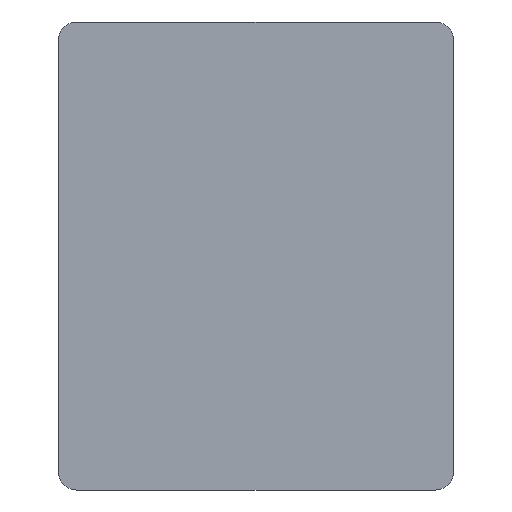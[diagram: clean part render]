
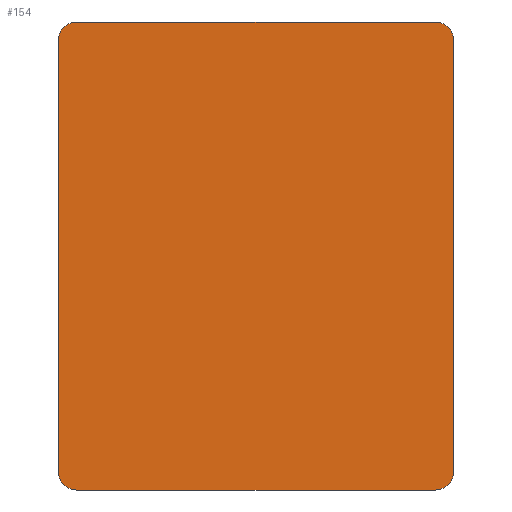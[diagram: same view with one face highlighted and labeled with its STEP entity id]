
A CAD part, front view. The second image highlights one B-rep face of the part: STEP entity #154.
In plain terms, the highlighted planar face has unit normal (0, -1, 0).
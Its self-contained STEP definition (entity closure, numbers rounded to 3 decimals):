
#1 = FACE_OUTER_BOUND ( 'NONE', #27, .T. ) ;
#3 = VERTEX_POINT ( 'NONE', #145 ) ;
#5 = EDGE_CURVE ( 'NONE', #229, #319, #316, .T. ) ;
#10 = CARTESIAN_POINT ( 'NONE',  ( 98.5, 0., 109.48 ) ) ;
#13 = DIRECTION ( 'NONE',  ( 0., 0., 1. ) ) ;
#21 = DIRECTION ( 'NONE',  ( 0., 0., 1. ) ) ;
#26 = CIRCLE ( 'NONE', #274, 10. ) ;
#27 = EDGE_LOOP ( 'NONE', ( #103, #295, #143, #221, #214, #192, #159, #266 ) ) ;
#28 = CARTESIAN_POINT ( 'NONE',  ( -108.5, 0., -147.5 ) ) ;
#33 = DIRECTION ( 'NONE',  ( 0., -1., 0. ) ) ;
#36 = CIRCLE ( 'NONE', #190, 10. ) ;
#37 = AXIS2_PLACEMENT_3D ( 'NONE', #71, #206, #13 ) ;
#39 = CARTESIAN_POINT ( 'NONE',  ( 108.5, 0., 99.48 ) ) ;
#40 = PLANE ( 'NONE',  #37 ) ;
#41 = EDGE_CURVE ( 'NONE', #135, #287, #195, .T. ) ;
#45 = DIRECTION ( 'NONE',  ( 0., 0., 1. ) ) ;
#56 = EDGE_CURVE ( 'NONE', #272, #287, #104, .T. ) ;
#68 = VECTOR ( 'NONE', #124, 1000. ) ;
#71 = CARTESIAN_POINT ( 'NONE',  ( 0., 0., 0. ) ) ;
#72 = CARTESIAN_POINT ( 'NONE',  ( 98.5, 0., -137.5 ) ) ;
#75 = EDGE_CURVE ( 'NONE', #272, #292, #36, .T. ) ;
#94 = DIRECTION ( 'NONE',  ( -1., 0., 0. ) ) ;
#95 = EDGE_CURVE ( 'NONE', #105, #3, #26, .T. ) ;
#103 = ORIENTED_EDGE ( 'NONE', *, *, #137, .F. ) ;
#104 = LINE ( 'NONE', #28, #203 ) ;
#105 = VERTEX_POINT ( 'NONE', #211 ) ;
#108 = EDGE_CURVE ( 'NONE', #135, #319, #177, .T. ) ;
#121 = CARTESIAN_POINT ( 'NONE',  ( -108.5, 0., -147.5 ) ) ;
#124 = DIRECTION ( 'NONE',  ( 1., 0., 0. ) ) ;
#133 = VECTOR ( 'NONE', #94, 1000. ) ;
#135 = VERTEX_POINT ( 'NONE', #308 ) ;
#137 = EDGE_CURVE ( 'NONE', #229, #3, #265, .T. ) ;
#143 = ORIENTED_EDGE ( 'NONE', *, *, #108, .F. ) ;
#144 = CARTESIAN_POINT ( 'NONE',  ( -108.5, 0., -137.5 ) ) ;
#145 = CARTESIAN_POINT ( 'NONE',  ( 108.5, 0., -137.5 ) ) ;
#149 = EDGE_CURVE ( 'NONE', #105, #292, #335, .T. ) ;
#154 = ADVANCED_FACE ( 'NONE', ( #1 ), #40, .F. ) ;
#159 = ORIENTED_EDGE ( 'NONE', *, *, #149, .F. ) ;
#163 = DIRECTION ( 'NONE',  ( 0., -1., 0. ) ) ;
#174 = CARTESIAN_POINT ( 'NONE',  ( -108.5, 0., 99.48 ) ) ;
#177 = LINE ( 'NONE', #183, #68 ) ;
#181 = CARTESIAN_POINT ( 'NONE',  ( 108.5, 0., -147.5 ) ) ;
#183 = CARTESIAN_POINT ( 'NONE',  ( -108.5, 0., 109.48 ) ) ;
#190 = AXIS2_PLACEMENT_3D ( 'NONE', #232, #210, #21 ) ;
#192 = ORIENTED_EDGE ( 'NONE', *, *, #75, .T. ) ;
#195 = CIRCLE ( 'NONE', #280, 10. ) ;
#197 = VECTOR ( 'NONE', #282, 1000. ) ;
#203 = VECTOR ( 'NONE', #212, 1000. ) ;
#206 = DIRECTION ( 'NONE',  ( 0., 1., 0. ) ) ;
#210 = DIRECTION ( 'NONE',  ( 0., -1., 0. ) ) ;
#211 = CARTESIAN_POINT ( 'NONE',  ( 98.5, 0., -147.5 ) ) ;
#212 = DIRECTION ( 'NONE',  ( 0., 0., 1. ) ) ;
#214 = ORIENTED_EDGE ( 'NONE', *, *, #56, .F. ) ;
#220 = DIRECTION ( 'NONE',  ( 0., 0., 1. ) ) ;
#221 = ORIENTED_EDGE ( 'NONE', *, *, #41, .T. ) ;
#229 = VERTEX_POINT ( 'NONE', #39 ) ;
#232 = CARTESIAN_POINT ( 'NONE',  ( -98.5, 0., -137.5 ) ) ;
#233 = DIRECTION ( 'NONE',  ( 0., -1., 0. ) ) ;
#265 = LINE ( 'NONE', #181, #197 ) ;
#266 = ORIENTED_EDGE ( 'NONE', *, *, #95, .T. ) ;
#272 = VERTEX_POINT ( 'NONE', #144 ) ;
#273 = CARTESIAN_POINT ( 'NONE',  ( -98.5, 0., 99.48 ) ) ;
#274 = AXIS2_PLACEMENT_3D ( 'NONE', #72, #233, #45 ) ;
#276 = DIRECTION ( 'NONE',  ( 0., 0., 1. ) ) ;
#280 = AXIS2_PLACEMENT_3D ( 'NONE', #273, #163, #220 ) ;
#282 = DIRECTION ( 'NONE',  ( 0., 0., -1. ) ) ;
#287 = VERTEX_POINT ( 'NONE', #174 ) ;
#292 = VERTEX_POINT ( 'NONE', #328 ) ;
#295 = ORIENTED_EDGE ( 'NONE', *, *, #5, .T. ) ;
#308 = CARTESIAN_POINT ( 'NONE',  ( -98.5, 0., 109.48 ) ) ;
#316 = CIRCLE ( 'NONE', #317, 10. ) ;
#317 = AXIS2_PLACEMENT_3D ( 'NONE', #329, #33, #276 ) ;
#319 = VERTEX_POINT ( 'NONE', #10 ) ;
#328 = CARTESIAN_POINT ( 'NONE',  ( -98.5, 0., -147.5 ) ) ;
#329 = CARTESIAN_POINT ( 'NONE',  ( 98.5, 0., 99.48 ) ) ;
#335 = LINE ( 'NONE', #121, #133 ) ;
